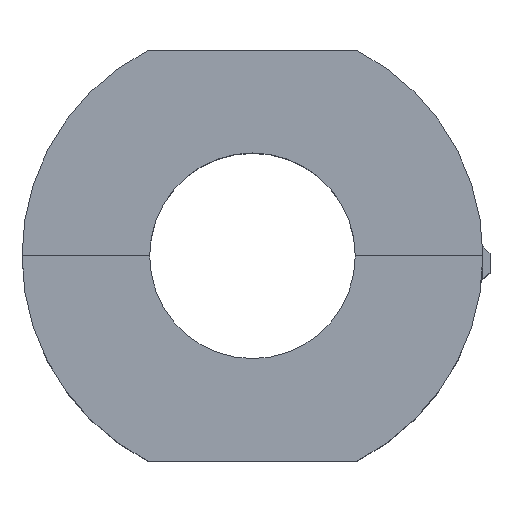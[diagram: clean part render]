
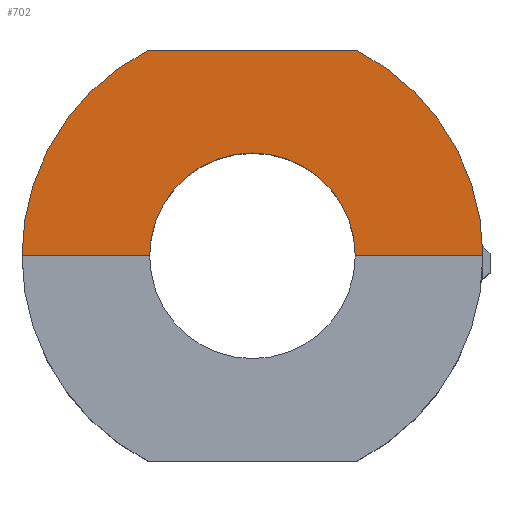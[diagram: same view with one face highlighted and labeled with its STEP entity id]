
A CAD part, top view. The second image highlights one B-rep face of the part: STEP entity #702.
In plain terms, the highlighted planar face has unit normal (0, 0, 1).
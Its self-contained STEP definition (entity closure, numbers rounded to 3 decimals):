
#69 = CARTESIAN_POINT ( 'NONE',  ( 0., 0., 7.75 ) ) ;
#78 = CIRCLE ( 'NONE', #2166, 16.25 ) ;
#106 = DIRECTION ( 'NONE',  ( 1., 0., 0. ) ) ;
#153 = EDGE_CURVE ( 'NONE', #3000, #1954, #2113, .T. ) ;
#161 = DIRECTION ( 'NONE',  ( -1., 0., 0. ) ) ;
#353 = PLANE ( 'NONE',  #2585 ) ;
#423 = CARTESIAN_POINT ( 'NONE',  ( 16.25, 0.01, 7.75 ) ) ;
#443 = DIRECTION ( 'NONE',  ( 0., 0., 1. ) ) ;
#511 = CARTESIAN_POINT ( 'NONE',  ( -16.25, 0.01, 7.75 ) ) ;
#554 = LINE ( 'NONE', #2395, #805 ) ;
#583 = EDGE_CURVE ( 'NONE', #796, #2189, #1667, .T. ) ;
#611 = LINE ( 'NONE', #423, #1619 ) ;
#681 = DIRECTION ( 'NONE',  ( 1., 0., 0. ) ) ;
#702 = ADVANCED_FACE ( 'NONE', ( #2768 ), #353, .T. ) ;
#766 = VERTEX_POINT ( 'NONE', #2729 ) ;
#796 = VERTEX_POINT ( 'NONE', #2740 ) ;
#805 = VECTOR ( 'NONE', #2175, 1000. ) ;
#808 = VERTEX_POINT ( 'NONE', #2992 ) ;
#879 = EDGE_CURVE ( 'NONE', #766, #3000, #611, .T. ) ;
#885 = DIRECTION ( 'NONE',  ( 0., 0., 1. ) ) ;
#917 = CARTESIAN_POINT ( 'NONE',  ( 7.25, 0.01, 7.75 ) ) ;
#922 = CARTESIAN_POINT ( 'NONE',  ( 0., 0., 7.75 ) ) ;
#1067 = CARTESIAN_POINT ( 'NONE',  ( 0., 0., 7.75 ) ) ;
#1197 = VECTOR ( 'NONE', #1934, 1000. ) ;
#1226 = CARTESIAN_POINT ( 'NONE',  ( 0., 14.5, 7.75 ) ) ;
#1439 = ORIENTED_EDGE ( 'NONE', *, *, #879, .F. ) ;
#1619 = VECTOR ( 'NONE', #161, 1000. ) ;
#1625 = ORIENTED_EDGE ( 'NONE', *, *, #1935, .F. ) ;
#1648 = CARTESIAN_POINT ( 'NONE',  ( 0., 0., 7.75 ) ) ;
#1667 = CIRCLE ( 'NONE', #1707, 16.25 ) ;
#1707 = AXIS2_PLACEMENT_3D ( 'NONE', #69, #2201, #2968 ) ;
#1799 = ORIENTED_EDGE ( 'NONE', *, *, #1837, .T. ) ;
#1837 = EDGE_CURVE ( 'NONE', #766, #808, #78, .T. ) ;
#1894 = CARTESIAN_POINT ( 'NONE',  ( -7.25, 0.01, 7.75 ) ) ;
#1934 = DIRECTION ( 'NONE',  ( 1., 0., 0. ) ) ;
#1935 = EDGE_CURVE ( 'NONE', #1954, #2189, #554, .T. ) ;
#1936 = ORIENTED_EDGE ( 'NONE', *, *, #583, .T. ) ;
#1954 = VERTEX_POINT ( 'NONE', #1894 ) ;
#2113 = CIRCLE ( 'NONE', #2453, 7.25 ) ;
#2130 = DIRECTION ( 'NONE',  ( 1., 0., 0. ) ) ;
#2166 = AXIS2_PLACEMENT_3D ( 'NONE', #922, #885, #2130 ) ;
#2174 = EDGE_LOOP ( 'NONE', ( #2209, #1936, #1625, #2594, #1439, #1799 ) ) ;
#2175 = DIRECTION ( 'NONE',  ( -1., 0., 0. ) ) ;
#2189 = VERTEX_POINT ( 'NONE', #511 ) ;
#2201 = DIRECTION ( 'NONE',  ( 0., 0., 1. ) ) ;
#2209 = ORIENTED_EDGE ( 'NONE', *, *, #2279, .F. ) ;
#2279 = EDGE_CURVE ( 'NONE', #796, #808, #2662, .T. ) ;
#2281 = DIRECTION ( 'NONE',  ( 0., 0., 1. ) ) ;
#2395 = CARTESIAN_POINT ( 'NONE',  ( 16.25, 0.01, 7.75 ) ) ;
#2453 = AXIS2_PLACEMENT_3D ( 'NONE', #1648, #443, #681 ) ;
#2585 = AXIS2_PLACEMENT_3D ( 'NONE', #1067, #2281, #106 ) ;
#2594 = ORIENTED_EDGE ( 'NONE', *, *, #153, .F. ) ;
#2662 = LINE ( 'NONE', #1226, #1197 ) ;
#2729 = CARTESIAN_POINT ( 'NONE',  ( 16.25, 0.01, 7.75 ) ) ;
#2740 = CARTESIAN_POINT ( 'NONE',  ( -7.336, 14.5, 7.75 ) ) ;
#2768 = FACE_OUTER_BOUND ( 'NONE', #2174, .T. ) ;
#2968 = DIRECTION ( 'NONE',  ( 1., 0., 0. ) ) ;
#2992 = CARTESIAN_POINT ( 'NONE',  ( 7.336, 14.5, 7.75 ) ) ;
#3000 = VERTEX_POINT ( 'NONE', #917 ) ;
